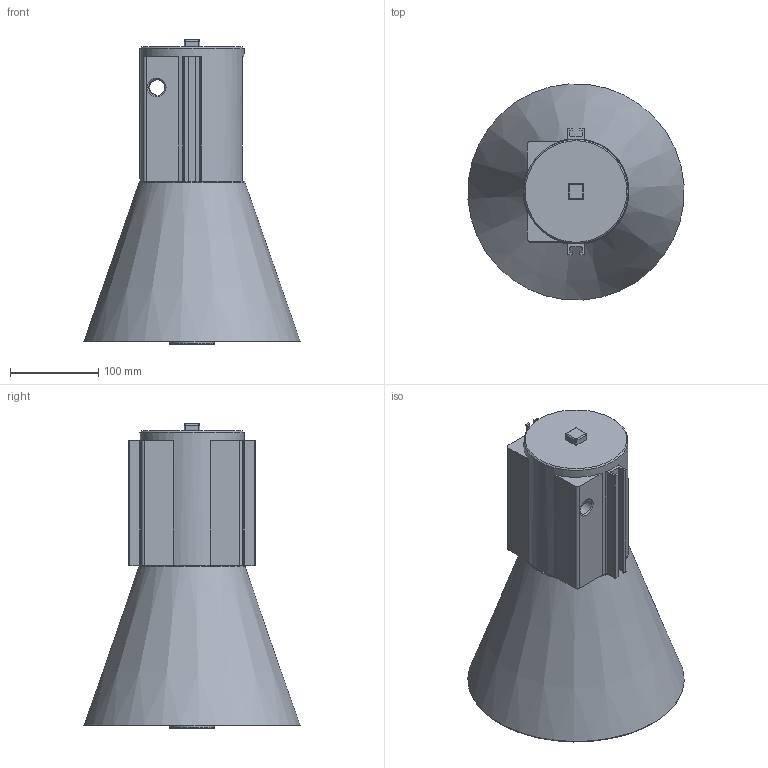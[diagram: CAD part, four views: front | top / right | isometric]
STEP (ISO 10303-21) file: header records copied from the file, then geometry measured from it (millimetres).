
FILE_DESCRIPTION(('STEP AP214'), '1');
FILE_NAME('3-ﾃﾂﾐ Exd20', '', ('UNSPECIFIED'), ('UNSPECIFIED'), 'ASCON STEP Converter 1.6', 'ASCON Math Kernel', '');
FILE_SCHEMA(('AUTOMOTIVE_DESIGN { 1 0 10303 214 3 1 1}'));
Length unit declared in the file: millimetre
Bounding box: 244.45 x 244.45 x 344.5 mm (x, y, z)
Volume: 562501.1 mm3; surface area: 494107.9 mm2
Topology: 1 solids, 1 shells, 206 faces, 602 edges, 386 vertices
Faces by surface type: plane 127, cylinder 61, cone 13, sphere 4, torus 1
Full cylindrical faces by diameter (mm): 4 x4, 4.917 x1, 10 x4, 18.376 x2, 50 x1, 80 x1, 100 x1, 112 x1, 118 x1, 120 x1
Entity records: 9227 total; most frequent: CARTESIAN_POINT 2038, DIRECTION 1177, ORIENTED_EDGE 1134, EDGE_CURVE 567, AXIS2_PLACEMENT_3D 434, VERTEX_POINT 384, LINE 309, VECTOR 309
